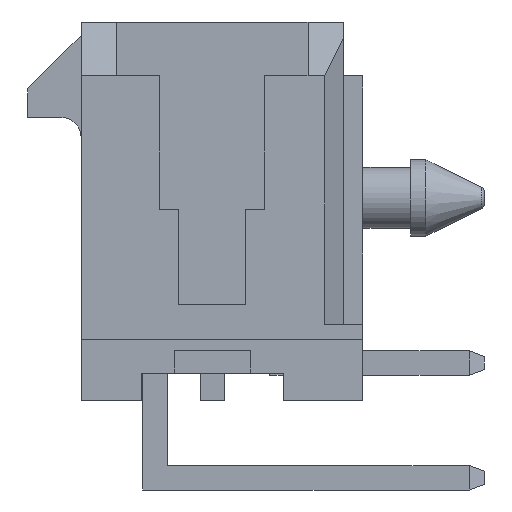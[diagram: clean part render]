
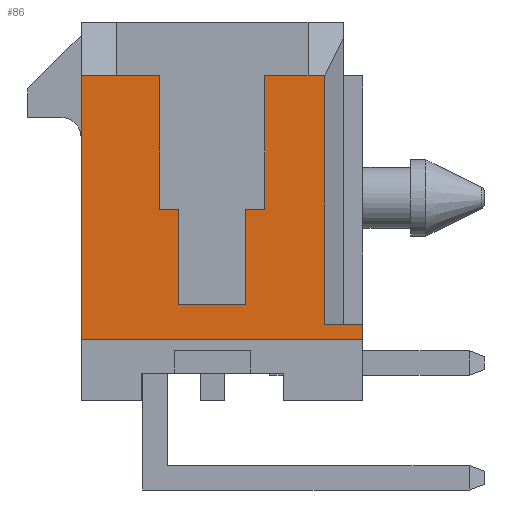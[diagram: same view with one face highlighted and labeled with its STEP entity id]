
A CAD part, left-side view. The second image highlights one B-rep face of the part: STEP entity #86.
In plain terms, the highlighted planar face has unit normal (-1, 0, 0).
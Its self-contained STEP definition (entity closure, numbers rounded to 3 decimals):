
#86=ADVANCED_FACE('',(#501),#502,.F.);
#501=FACE_OUTER_BOUND('',#1309,.T.);
#502=PLANE('',#1310);
#1309=EDGE_LOOP('',(#2117,#2118,#2119,#2120,#2121,#2122,#2123,#2124,#2125,#2126,#2127,#2128,#2129,#2130,#2131,#2132));
#1310=AXIS2_PLACEMENT_3D('',#2133,#2134,#2135);
#2117=ORIENTED_EDGE('',*,*,#5258,.T.);
#2118=ORIENTED_EDGE('',*,*,#5259,.T.);
#2119=ORIENTED_EDGE('',*,*,#5260,.T.);
#2120=ORIENTED_EDGE('',*,*,#5261,.T.);
#2121=ORIENTED_EDGE('',*,*,#5262,.T.);
#2122=ORIENTED_EDGE('',*,*,#5263,.F.);
#2123=ORIENTED_EDGE('',*,*,#5264,.T.);
#2124=ORIENTED_EDGE('',*,*,#5265,.F.);
#2125=ORIENTED_EDGE('',*,*,#5266,.F.);
#2126=ORIENTED_EDGE('',*,*,#5267,.F.);
#2127=ORIENTED_EDGE('',*,*,#5268,.F.);
#2128=ORIENTED_EDGE('',*,*,#5269,.T.);
#2129=ORIENTED_EDGE('',*,*,#5270,.F.);
#2130=ORIENTED_EDGE('',*,*,#5271,.F.);
#2131=ORIENTED_EDGE('',*,*,#5272,.T.);
#2132=ORIENTED_EDGE('',*,*,#5273,.T.);
#2133=CARTESIAN_POINT('',(-9.325,0.0,0.0));
#2134=DIRECTION('',(1.0,0.0,0.0));
#2135=DIRECTION('',(0.0,1.0,0.0));
#5258=EDGE_CURVE('',#6317,#6318,#6319,.T.);
#5259=EDGE_CURVE('',#6318,#6320,#6321,.T.);
#5260=EDGE_CURVE('',#6320,#6322,#6323,.T.);
#5261=EDGE_CURVE('',#6322,#6324,#6325,.T.);
#5262=EDGE_CURVE('',#6324,#6326,#6327,.T.);
#5263=EDGE_CURVE('',#6328,#6326,#6329,.T.);
#5264=EDGE_CURVE('',#6328,#6330,#6331,.T.);
#5265=EDGE_CURVE('',#6332,#6330,#6333,.T.);
#5266=EDGE_CURVE('',#6334,#6332,#6335,.T.);
#5267=EDGE_CURVE('',#6336,#6334,#6337,.T.);
#5268=EDGE_CURVE('',#6338,#6336,#6339,.T.);
#5269=EDGE_CURVE('',#6338,#6340,#6341,.T.);
#5270=EDGE_CURVE('',#6342,#6340,#6343,.T.);
#5271=EDGE_CURVE('',#6344,#6342,#6345,.T.);
#5272=EDGE_CURVE('',#6344,#6346,#6347,.T.);
#5273=EDGE_CURVE('',#6346,#6317,#6348,.T.);
#6317=VERTEX_POINT('',#7907);
#6318=VERTEX_POINT('',#7908);
#6319=LINE('',#7909,#7910);
#6320=VERTEX_POINT('',#7911);
#6321=LINE('',#7912,#7913);
#6322=VERTEX_POINT('',#7914);
#6323=LINE('',#7915,#7916);
#6324=VERTEX_POINT('',#7917);
#6325=LINE('',#7918,#7919);
#6326=VERTEX_POINT('',#7920);
#6327=LINE('',#7921,#7922);
#6328=VERTEX_POINT('',#7923);
#6329=LINE('',#7924,#7925);
#6330=VERTEX_POINT('',#7926);
#6331=LINE('',#7927,#7928);
#6332=VERTEX_POINT('',#7929);
#6333=LINE('',#7930,#7931);
#6334=VERTEX_POINT('',#7932);
#6335=LINE('',#7933,#7934);
#6336=VERTEX_POINT('',#7935);
#6337=LINE('',#7936,#7937);
#6338=VERTEX_POINT('',#7938);
#6339=LINE('',#7939,#7940);
#6340=VERTEX_POINT('',#7941);
#6341=LINE('',#7942,#7943);
#6342=VERTEX_POINT('',#7944);
#6343=LINE('',#7945,#7946);
#6344=VERTEX_POINT('',#7947);
#6345=LINE('',#7948,#7949);
#6346=VERTEX_POINT('',#7950);
#6347=LINE('',#7951,#7952);
#6348=LINE('',#7953,#7954);
#7907=CARTESIAN_POINT('',(-9.325,-1.375,0.05));
#7908=CARTESIAN_POINT('',(-9.325,-0.875,0.05));
#7909=CARTESIAN_POINT('',(-9.325,-1.375,0.05));
#7910=VECTOR('',#10457,0.5);
#7911=CARTESIAN_POINT('',(-9.325,-0.875,-2.45));
#7912=CARTESIAN_POINT('',(-9.325,-0.875,0.05));
#7913=VECTOR('',#10458,2.5);
#7914=CARTESIAN_POINT('',(-9.325,0.875,-2.45));
#7915=CARTESIAN_POINT('',(-9.325,-0.875,-2.45));
#7916=VECTOR('',#10459,1.75);
#7917=CARTESIAN_POINT('',(-9.325,0.875,0.05));
#7918=CARTESIAN_POINT('',(-9.325,0.875,-2.45));
#7919=VECTOR('',#10460,2.5);
#7920=CARTESIAN_POINT('',(-9.325,1.375,0.05));
#7921=CARTESIAN_POINT('',(-9.325,0.875,0.05));
#7922=VECTOR('',#10461,0.5);
#7923=CARTESIAN_POINT('',(-9.325,1.375,3.55));
#7924=CARTESIAN_POINT('',(-9.325,1.375,3.55));
#7925=VECTOR('',#10462,3.5);
#7926=CARTESIAN_POINT('',(-9.325,2.5,3.55));
#7927=CARTESIAN_POINT('',(-9.325,1.375,3.55));
#7928=VECTOR('',#10463,1.125);
#7929=CARTESIAN_POINT('',(-9.325,3.435,3.55));
#7930=CARTESIAN_POINT('',(-9.325,3.435,3.55));
#7931=VECTOR('',#10464,0.935);
#7932=CARTESIAN_POINT('',(-9.325,3.435,-3.36));
#7933=CARTESIAN_POINT('',(-9.325,3.435,-3.36));
#7934=VECTOR('',#10465,6.91);
#7935=CARTESIAN_POINT('',(-9.325,-3.935,-3.36));
#7936=CARTESIAN_POINT('',(-9.325,-3.935,-3.36));
#7937=VECTOR('',#10466,7.37);
#7938=CARTESIAN_POINT('',(-9.325,-3.935,-2.96));
#7939=CARTESIAN_POINT('',(-9.325,-3.935,-2.96));
#7940=VECTOR('',#10467,0.4);
#7941=CARTESIAN_POINT('',(-9.325,-2.935,-2.96));
#7942=CARTESIAN_POINT('',(-9.325,-3.935,-2.96));
#7943=VECTOR('',#10468,1.0);
#7944=CARTESIAN_POINT('',(-9.325,-2.935,3.55));
#7945=CARTESIAN_POINT('',(-9.325,-2.935,3.55));
#7946=VECTOR('',#10469,6.51);
#7947=CARTESIAN_POINT('',(-9.325,-2.5,3.55));
#7948=CARTESIAN_POINT('',(-9.325,-2.5,3.55));
#7949=VECTOR('',#10470,0.435);
#7950=CARTESIAN_POINT('',(-9.325,-1.375,3.55));
#7951=CARTESIAN_POINT('',(-9.325,-2.5,3.55));
#7952=VECTOR('',#10471,1.125);
#7953=CARTESIAN_POINT('',(-9.325,-1.375,3.55));
#7954=VECTOR('',#10472,3.5);
#10457=DIRECTION('',(0.0,1.0,0.0));
#10458=DIRECTION('',(0.0,0.0,-1.0));
#10459=DIRECTION('',(0.0,1.0,0.0));
#10460=DIRECTION('',(0.0,0.0,1.0));
#10461=DIRECTION('',(0.0,1.0,0.0));
#10462=DIRECTION('',(0.0,0.0,-1.0));
#10463=DIRECTION('',(0.0,1.0,0.0));
#10464=DIRECTION('',(0.0,-1.0,0.0));
#10465=DIRECTION('',(0.0,0.0,1.0));
#10466=DIRECTION('',(0.0,1.0,0.0));
#10467=DIRECTION('',(0.0,0.0,-1.0));
#10468=DIRECTION('',(0.0,1.0,0.0));
#10469=DIRECTION('',(0.0,0.0,-1.0));
#10470=DIRECTION('',(0.0,-1.0,0.0));
#10471=DIRECTION('',(0.0,1.0,0.0));
#10472=DIRECTION('',(0.0,0.0,-1.0));
